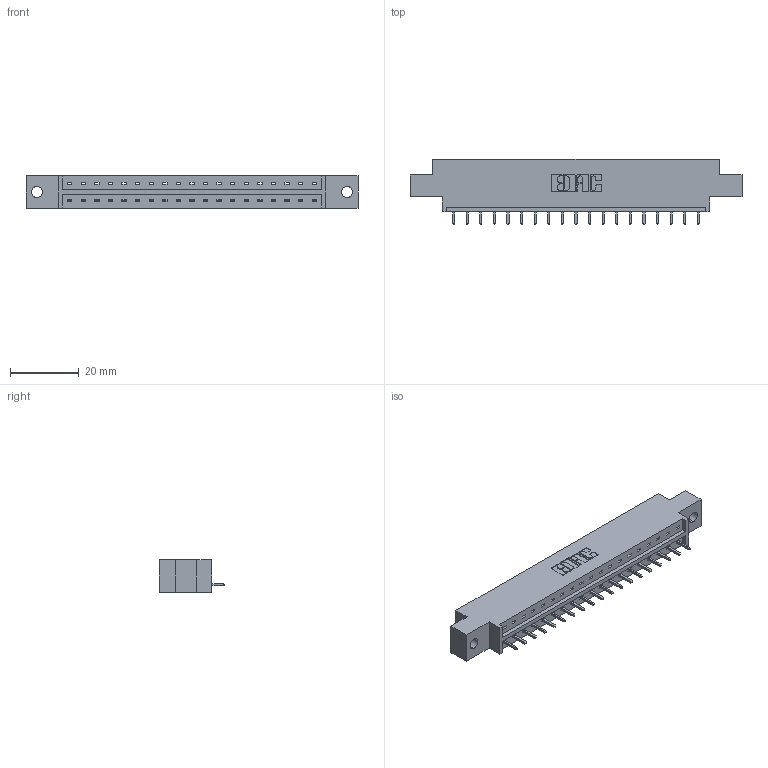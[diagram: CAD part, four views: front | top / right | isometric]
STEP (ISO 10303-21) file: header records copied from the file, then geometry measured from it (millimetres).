
FILE_DESCRIPTION (( 'STEP AP203' ), '1' );
FILE_NAME ('833-019-521-602.STEP', '2020-06-01T00:04:28', ( '' ), ( '' ), 'SwSTEP 2.0', 'SolidWorks 2020', '' );
FILE_SCHEMA (( 'CONFIG_CONTROL_DESIGN' ));
Length unit declared in the file: inch
Products named in the file (3): 833-019-521-602; 833 Part_Offset - .128 Dia; 345-292-001_345-293-121
Assembly tree (20 placements, depth 2):
  833-019-521-602
    833 Part_Offset - .128 Dia
    345-292-001_345-293-121  x19
Bounding box: 96.82 x 19.06 x 9.4 mm (x, y, z)
Volume: 9227 mm3; surface area: 9534.4 mm2
Topology: 20 solids, 20 shells, 1220 faces, 3667 edges, 2418 vertices
Faces by surface type: plane 872, cylinder 348
Entity records: 14743 total; most frequent: CARTESIAN_POINT 2555, ORIENTED_EDGE 2510, DIRECTION 2201, EDGE_CURVE 1255, LINE 1127, VECTOR 1127, VERTEX_POINT 834, AXIS2_PLACEMENT_3D 537
